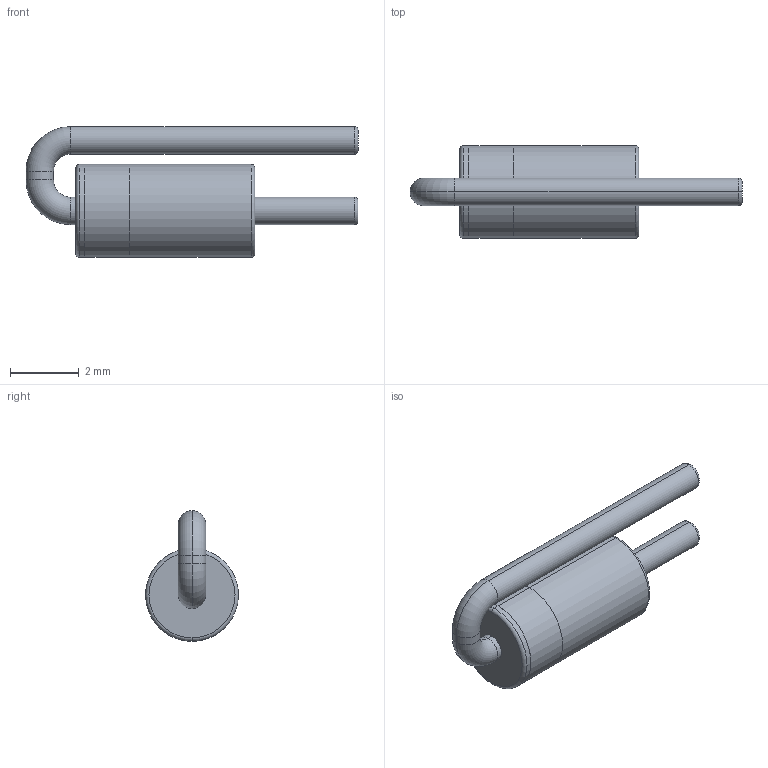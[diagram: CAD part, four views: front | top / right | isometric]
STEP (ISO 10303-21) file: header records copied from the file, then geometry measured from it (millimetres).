
FILE_DESCRIPTION (( 'STEP AP214' ), '1' );
FILE_NAME ('DIOADV200W80L520D270_DO-41.STEP', '2010-09-21T09:12:55', ( '.' ), ( '.' ), 'SwSTEP 2.0', 'SolidWorks 2008', '' );
FILE_SCHEMA (( 'AUTOMOTIVE_DESIGN' ));
Length unit declared in the file: millimetre
Products named in the file (1): DIOADV200W80L520D270_DO-41
Bounding box: 9.65 x 2.7 x 3.8 mm (x, y, z)
Volume: 37.1 mm3; surface area: 91.3 mm2
Topology: 1 solids, 1 shells, 32 faces, 62 edges, 36 vertices
Faces by surface type: cylinder 14, torus 12, plane 6
Entity records: 1003 total; most frequent: DIRECTION 176, CARTESIAN_POINT 131, ORIENTED_EDGE 124, AXIS2_PLACEMENT_3D 81, EDGE_CURVE 62, CIRCLE 48, VERTEX_POINT 36, EDGE_LOOP 36
